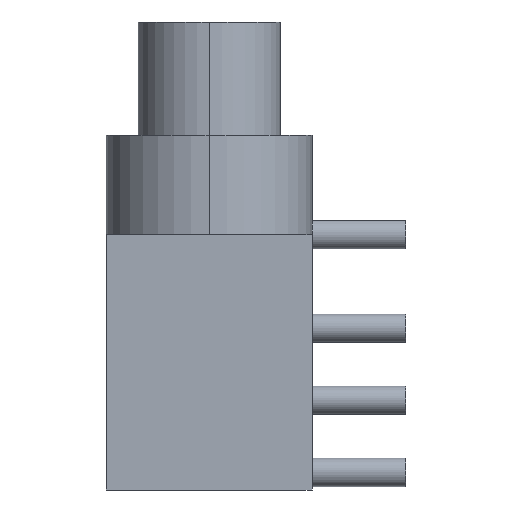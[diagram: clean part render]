
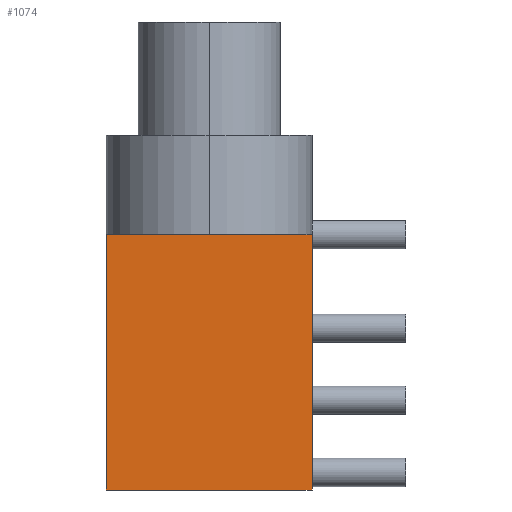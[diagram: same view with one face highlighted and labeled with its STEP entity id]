
A CAD part, left-side view. The second image highlights one B-rep face of the part: STEP entity #1074.
In plain terms, the highlighted planar face has unit normal (-1, 0, 0).
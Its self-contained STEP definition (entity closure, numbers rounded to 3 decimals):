
#14 = CARTESIAN_POINT ( 'NONE',  ( -4.25, -3.625, 0. ) ) ;
#41 = FACE_OUTER_BOUND ( 'NONE', #148, .T. ) ;
#93 = DIRECTION ( 'NONE',  ( 0., 1., 0. ) ) ;
#96 = EDGE_CURVE ( 'NONE', #141, #182, #1047, .T. ) ;
#115 = EDGE_CURVE ( 'NONE', #141, #520, #945, .T. ) ;
#119 = VECTOR ( 'NONE', #1006, 1000. ) ;
#141 = VERTEX_POINT ( 'NONE', #336 ) ;
#148 = EDGE_LOOP ( 'NONE', ( #219, #1052, #281, #271 ) ) ;
#153 = CARTESIAN_POINT ( 'NONE',  ( -4.25, 3.625, 9. ) ) ;
#182 = VERTEX_POINT ( 'NONE', #214 ) ;
#214 = CARTESIAN_POINT ( 'NONE',  ( -4.25, -3.625, 9. ) ) ;
#219 = ORIENTED_EDGE ( 'NONE', *, *, #1043, .T. ) ;
#240 = DIRECTION ( 'NONE',  ( 1., 0., 0. ) ) ;
#256 = CARTESIAN_POINT ( 'NONE',  ( -4.25, -3.625, 9. ) ) ;
#271 = ORIENTED_EDGE ( 'NONE', *, *, #115, .T. ) ;
#281 = ORIENTED_EDGE ( 'NONE', *, *, #96, .F. ) ;
#335 = PLANE ( 'NONE',  #1109 ) ;
#336 = CARTESIAN_POINT ( 'NONE',  ( -4.25, 3.625, 9. ) ) ;
#337 = EDGE_CURVE ( 'NONE', #182, #927, #840, .T. ) ;
#369 = VECTOR ( 'NONE', #767, 1000. ) ;
#407 = VECTOR ( 'NONE', #1101, 1000. ) ;
#520 = VERTEX_POINT ( 'NONE', #1048 ) ;
#522 = LINE ( 'NONE', #537, #1098 ) ;
#537 = CARTESIAN_POINT ( 'NONE',  ( -4.25, 3.625, 0. ) ) ;
#699 = CARTESIAN_POINT ( 'NONE',  ( -4.25, 3.625, 9. ) ) ;
#737 = CARTESIAN_POINT ( 'NONE',  ( -4.25, 3.625, 9. ) ) ;
#767 = DIRECTION ( 'NONE',  ( 0., 0., -1. ) ) ;
#840 = LINE ( 'NONE', #256, #369 ) ;
#927 = VERTEX_POINT ( 'NONE', #14 ) ;
#945 = LINE ( 'NONE', #737, #407 ) ;
#954 = DIRECTION ( 'NONE',  ( 0., -1., 0. ) ) ;
#1006 = DIRECTION ( 'NONE',  ( 0., -1., 0. ) ) ;
#1043 = EDGE_CURVE ( 'NONE', #520, #927, #522, .T. ) ;
#1047 = LINE ( 'NONE', #699, #119 ) ;
#1048 = CARTESIAN_POINT ( 'NONE',  ( -4.25, 3.625, 0. ) ) ;
#1052 = ORIENTED_EDGE ( 'NONE', *, *, #337, .F. ) ;
#1074 = ADVANCED_FACE ( 'NONE', ( #41 ), #335, .F. ) ;
#1098 = VECTOR ( 'NONE', #954, 1000. ) ;
#1101 = DIRECTION ( 'NONE',  ( 0., 0., -1. ) ) ;
#1109 = AXIS2_PLACEMENT_3D ( 'NONE', #153, #240, #93 ) ;
